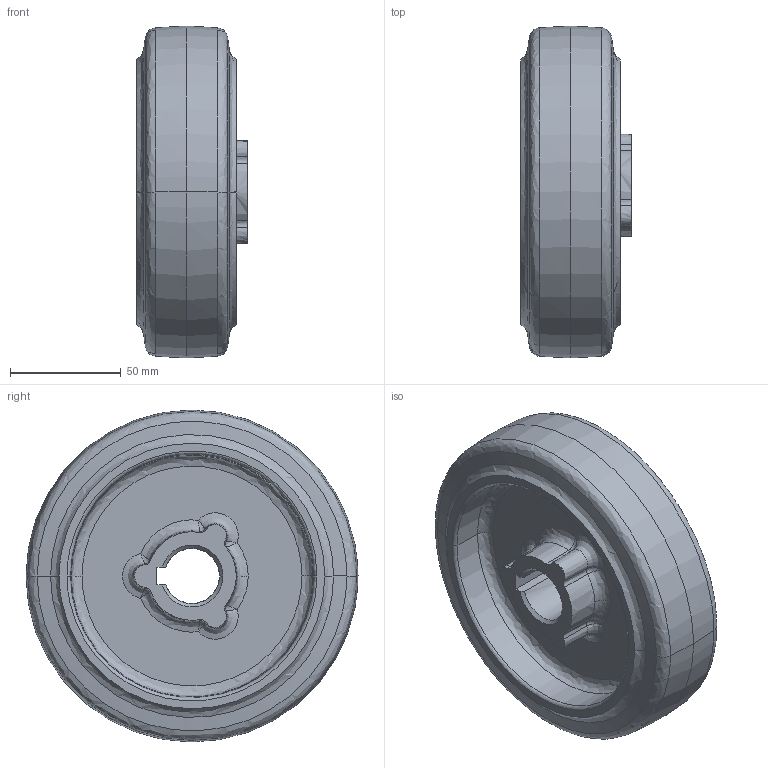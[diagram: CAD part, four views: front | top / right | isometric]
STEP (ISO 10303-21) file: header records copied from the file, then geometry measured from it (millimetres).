
FILE_DESCRIPTION (( 'STEP AP214' ), '1' );
FILE_NAME ('DWR-150D-3D-step.STEP', '2022-03-31T02:48:44', ( '' ), ( '' ), 'SwSTEP 2.0', 'SolidWorks 2010', '' );
FILE_SCHEMA (( 'AUTOMOTIVE_DESIGN' ));
Length unit declared in the file: millimetre
Products named in the file (3): DWR-150D-50; DWR-150D-51; DWR-150D-3D-step
Assembly tree (2 placements, depth 2):
  DWR-150D-3D-step
    DWR-150D-51
    DWR-150D-50
Bounding box: 50.1 x 150 x 150 mm (x, y, z)
Volume: 423219.7 mm3; surface area: 105376.4 mm2
Topology: 2 solids, 2 shells, 100 faces, 248 edges, 147 vertices
Faces by surface type: bspline 91, plane 9
Entity records: 14050 total; most frequent: CARTESIAN_POINT 12293, ORIENTED_EDGE 482, EDGE_CURVE 241, B_SPLINE_CURVE_WITH_KNOTS 196, VERTEX_POINT 147, EDGE_LOOP 106, ADVANCED_FACE 100, FACE_OUTER_BOUND 100
